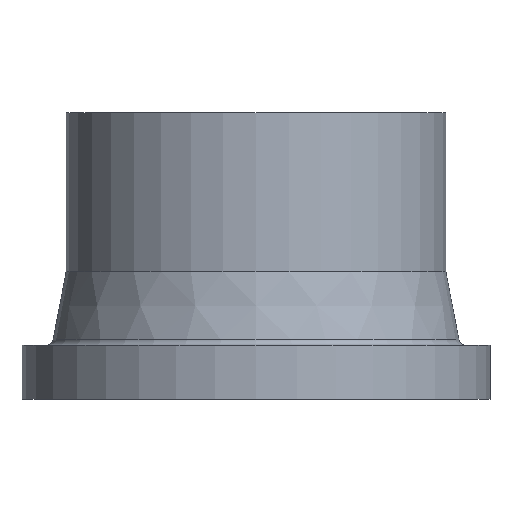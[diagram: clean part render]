
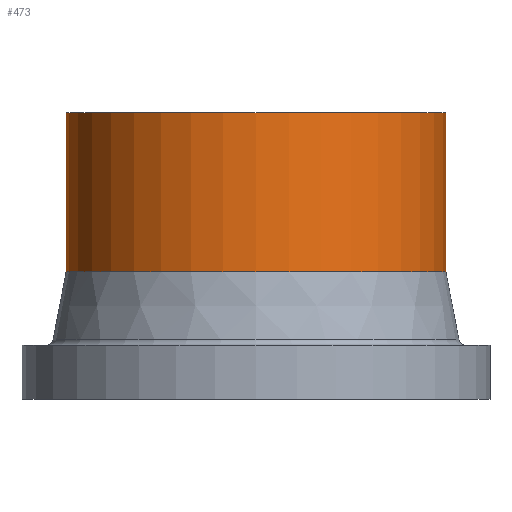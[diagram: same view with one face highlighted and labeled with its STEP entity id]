
A CAD part, front view. The second image highlights one B-rep face of the part: STEP entity #473.
In plain terms, the highlighted cylindrical face has radius 280 mm (diameter 560 mm), a partial arc.
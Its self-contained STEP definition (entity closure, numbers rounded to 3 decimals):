
#2 = EDGE_CURVE ( 'NONE', #404, #73, #476, .T. ) ;
#4 = DIRECTION ( 'NONE',  ( -1., 0., 0. ) ) ;
#9 = CARTESIAN_POINT ( 'NONE',  ( -280., 0., 188. ) ) ;
#15 = CARTESIAN_POINT ( 'NONE',  ( 280., 0., 0. ) ) ;
#18 = DIRECTION ( 'NONE',  ( 0., 0., -1. ) ) ;
#30 = ORIENTED_EDGE ( 'NONE', *, *, #2, .F. ) ;
#50 = DIRECTION ( 'NONE',  ( 0., 0., -1. ) ) ;
#73 = VERTEX_POINT ( 'NONE', #9 ) ;
#103 = AXIS2_PLACEMENT_3D ( 'NONE', #154, #18, #4 ) ;
#105 = EDGE_CURVE ( 'NONE', #252, #448, #146, .T. ) ;
#107 = ORIENTED_EDGE ( 'NONE', *, *, #359, .T. ) ;
#117 = DIRECTION ( 'NONE',  ( 0., 0., -1. ) ) ;
#125 = CARTESIAN_POINT ( 'NONE',  ( 280., 0., 423. ) ) ;
#131 = VECTOR ( 'NONE', #429, 1000. ) ;
#146 = CIRCLE ( 'NONE', #103, 280. ) ;
#152 = LINE ( 'NONE', #15, #176 ) ;
#154 = CARTESIAN_POINT ( 'NONE',  ( 0., 0., 423. ) ) ;
#161 = AXIS2_PLACEMENT_3D ( 'NONE', #419, #50, #428 ) ;
#170 = ORIENTED_EDGE ( 'NONE', *, *, #105, .T. ) ;
#176 = VECTOR ( 'NONE', #117, 1000. ) ;
#185 = DIRECTION ( 'NONE',  ( 0., 0., -1. ) ) ;
#189 = AXIS2_PLACEMENT_3D ( 'NONE', #257, #185, #340 ) ;
#192 = LINE ( 'NONE', #276, #131 ) ;
#195 = CARTESIAN_POINT ( 'NONE',  ( -280., 0., 423. ) ) ;
#220 = ORIENTED_EDGE ( 'NONE', *, *, #367, .F. ) ;
#252 = VERTEX_POINT ( 'NONE', #125 ) ;
#257 = CARTESIAN_POINT ( 'NONE',  ( 0., 0., 188. ) ) ;
#263 = EDGE_LOOP ( 'NONE', ( #220, #170, #107, #30 ) ) ;
#276 = CARTESIAN_POINT ( 'NONE',  ( -280., 0., 0. ) ) ;
#306 = FACE_OUTER_BOUND ( 'NONE', #263, .T. ) ;
#317 = CYLINDRICAL_SURFACE ( 'NONE', #161, 280. ) ;
#339 = CARTESIAN_POINT ( 'NONE',  ( 280., 0., 188. ) ) ;
#340 = DIRECTION ( 'NONE',  ( -1., 0., 0. ) ) ;
#359 = EDGE_CURVE ( 'NONE', #448, #73, #192, .T. ) ;
#367 = EDGE_CURVE ( 'NONE', #252, #404, #152, .T. ) ;
#404 = VERTEX_POINT ( 'NONE', #339 ) ;
#419 = CARTESIAN_POINT ( 'NONE',  ( 0., 0., 0. ) ) ;
#428 = DIRECTION ( 'NONE',  ( -1., 0., 0. ) ) ;
#429 = DIRECTION ( 'NONE',  ( 0., 0., -1. ) ) ;
#448 = VERTEX_POINT ( 'NONE', #195 ) ;
#473 = ADVANCED_FACE ( 'NONE', ( #306 ), #317, .T. ) ;
#476 = CIRCLE ( 'NONE', #189, 280. ) ;
